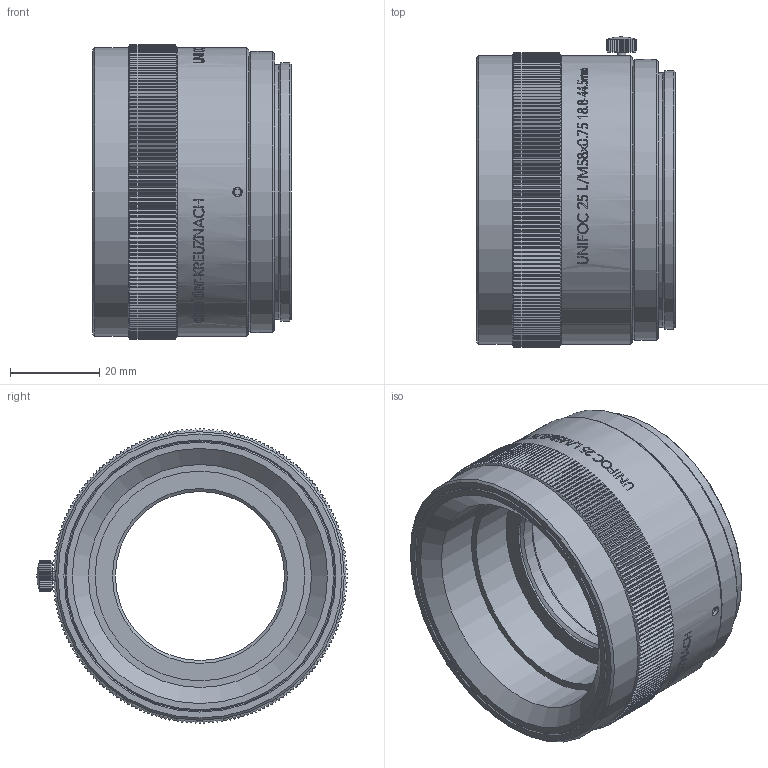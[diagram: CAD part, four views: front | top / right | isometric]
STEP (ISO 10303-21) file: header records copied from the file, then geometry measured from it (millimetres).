
FILE_DESCRIPTION(/* description */ (''),/* implementation_level */ '2;1');
FILE_NAME(/* name */ '13048_00166299_001.stp',/* time_stamp */ '2022-04-01T07:40:16+02:00',/* author */ (''),/* organization */ (''),/* preprocessor_version */ 'ST-DEVELOPER v16',/* originating_system */ 'SIEMENS PLM Software NX 10.0',/* authorisation */ '');
FILE_SCHEMA (('AP203_CONFIGURATION_CONTROLLED_3D_DESIGN_OF_MECHANICAL_PARTS_AND_ASSEMBLIES_MIM_LF { 1 0 10303 403 2 1 2}'));
Length unit declared in the file: millimetre
Products named in the file (1): Froe6B5C76F3nazj
Bounding box: 44.6 x 69.56 x 66 mm (x, y, z)
Volume: 56917.2 mm3; surface area: 34199.5 mm2
Topology: 1 solids, 3 shells, 856 faces, 2711 edges, 1943 vertices
Faces by surface type: plane 523, cylinder 310, cone 22, sphere 1
Full cylindrical faces by diameter (mm): 1.6 x1, 2 x1, 2.1 x2, 37.9 x1, 39.2 x1, 47 x1, 50 x2, 52.7 x3, 54.2 x1, 54.6 x1, 54.848 x1, 55.243 x1, 57.18 x1, 58 x1, 63 x1, 64.7 x3
Entity records: 31727 total; most frequent: CARTESIAN_POINT 9890, ORIENTED_EDGE 5302, DIRECTION 3462, EDGE_CURVE 2653, VERTEX_POINT 1930, B_SPLINE_CURVE_WITH_KNOTS 1393, AXIS2_PLACEMENT_3D 1383, EDGE_LOOP 990
